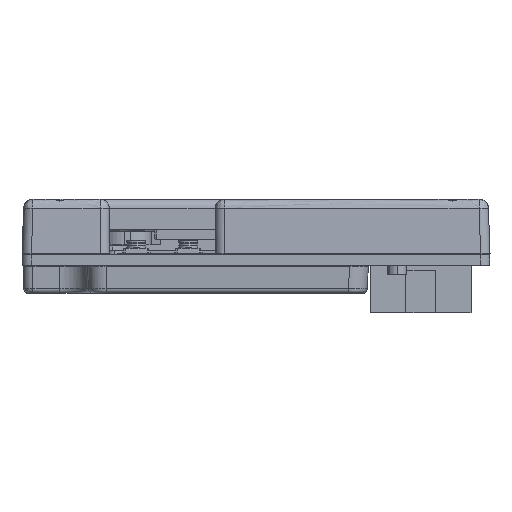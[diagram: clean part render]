
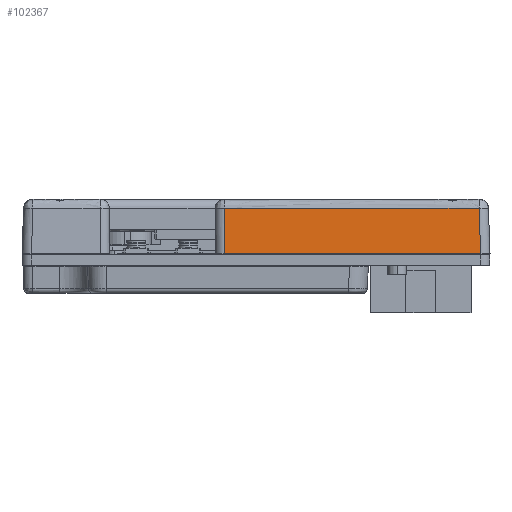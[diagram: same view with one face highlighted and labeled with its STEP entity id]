
A CAD part, left-side view. The second image highlights one B-rep face of the part: STEP entity #102367.
In plain terms, the highlighted free-form (B-spline) face has degree [1, 1] with [2, 2] control points.
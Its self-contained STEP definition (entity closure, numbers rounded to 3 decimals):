
#95477 = VERTEX_POINT('',#95478);
#95478 = CARTESIAN_POINT('',(-5.771,35.145,
    1.795));
#95488 = EDGE_CURVE('',#95477,#95489,#95491,.T.);
#95489 = VERTEX_POINT('',#95490);
#95490 = CARTESIAN_POINT('',(-5.769,-4.333,
    1.795));
#95491 = B_SPLINE_CURVE_WITH_KNOTS('',1,(#95492,#95493),.UNSPECIFIED.,
  .F.,.F.,(2,2),(0.,27.359),.PIECEWISE_BEZIER_KNOTS.);
#95492 = CARTESIAN_POINT('',(-5.771,35.145,
    1.795));
#95493 = CARTESIAN_POINT('',(-5.769,-4.333,
    1.795));
#95919 = VERTEX_POINT('',#95920);
#95920 = CARTESIAN_POINT('',(-5.526,35.145,
    8.815));
#95926 = EDGE_CURVE('',#95927,#95919,#95929,.T.);
#95927 = VERTEX_POINT('',#95928);
#95928 = CARTESIAN_POINT('',(-5.524,-4.088,
    8.815));
#95929 = B_SPLINE_CURVE_WITH_KNOTS('',1,(#95930,#95931),.UNSPECIFIED.,
  .F.,.F.,(2,2),(0.,27.189),.PIECEWISE_BEZIER_KNOTS.);
#95930 = CARTESIAN_POINT('',(-5.524,-4.088,
    8.815));
#95931 = CARTESIAN_POINT('',(-5.526,35.145,
    8.815));
#102367 = ADVANCED_FACE('',(#102368),#102382,.T.);
#102368 = FACE_BOUND('',#102369,.F.);
#102369 = EDGE_LOOP('',(#102370,#102371,#102376,#102377));
#102370 = ORIENTED_EDGE('',*,*,#95926,.F.);
#102371 = ORIENTED_EDGE('',*,*,#102372,.T.);
#102372 = EDGE_CURVE('',#95927,#95489,#102373,.T.);
#102373 = B_SPLINE_CURVE_WITH_KNOTS('',1,(#102374,#102375),
  .UNSPECIFIED.,.F.,.F.,(2,2),(-0.,4.871),
  .PIECEWISE_BEZIER_KNOTS.);
#102374 = CARTESIAN_POINT('',(-5.524,-4.088,
    8.815));
#102375 = CARTESIAN_POINT('',(-5.769,-4.333,
    1.795));
#102376 = ORIENTED_EDGE('',*,*,#95488,.F.);
#102377 = ORIENTED_EDGE('',*,*,#102378,.F.);
#102378 = EDGE_CURVE('',#95919,#95477,#102379,.T.);
#102379 = B_SPLINE_CURVE_WITH_KNOTS('',1,(#102380,#102381),
  .UNSPECIFIED.,.F.,.F.,(2,2),(0.,4.868),
  .PIECEWISE_BEZIER_KNOTS.);
#102380 = CARTESIAN_POINT('',(-5.526,35.145,
    8.815));
#102381 = CARTESIAN_POINT('',(-5.771,35.145,
    1.795));
#102382 = B_SPLINE_SURFACE_WITH_KNOTS('',1,1,(
    (#102383,#102384)
    ,(#102385,#102386
    )),.UNSPECIFIED.,.F.,.F.,.F.,(2,2),(2,2),(-51.207,
    -23.848),(-4.868,0.),
  .PIECEWISE_BEZIER_KNOTS.);
#102383 = CARTESIAN_POINT('',(-5.524,-4.333,
    8.815));
#102384 = CARTESIAN_POINT('',(-5.769,-4.333,
    1.795));
#102385 = CARTESIAN_POINT('',(-5.526,35.145,
    8.815));
#102386 = CARTESIAN_POINT('',(-5.771,35.145,
    1.795));
